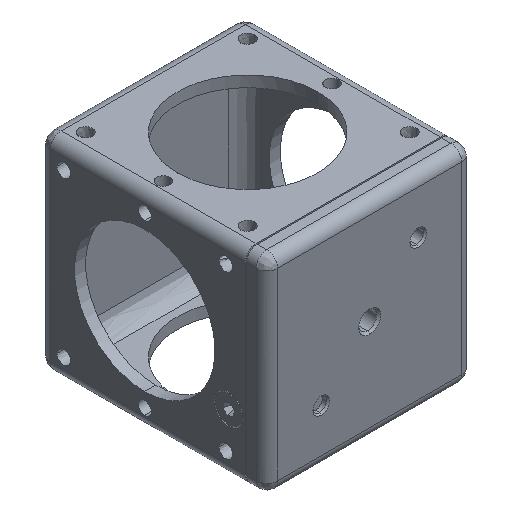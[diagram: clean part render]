
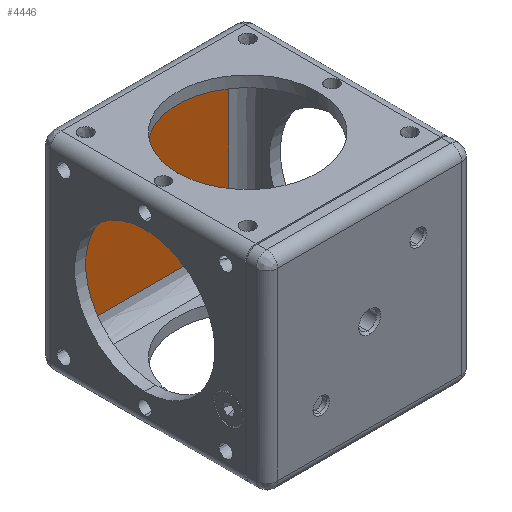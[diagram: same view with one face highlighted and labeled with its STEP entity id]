
A CAD part, isometric view. The second image highlights one B-rep face of the part: STEP entity #4446.
In plain terms, the highlighted free-form (B-spline) face has degree [1, 1] with [2, 2] control points.
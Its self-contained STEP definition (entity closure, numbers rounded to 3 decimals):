
#200 = CARTESIAN_POINT ( 'NONE',  ( -14., 38.05, 14. ) ) ;
#671 = CARTESIAN_POINT ( 'NONE',  ( 14., 38.05, -14. ) ) ;
#2037 = EDGE_CURVE ( 'NONE', #9121, #10651, #3299, .T. ) ;
#3171 = CARTESIAN_POINT ( 'NONE',  ( -14., 38.05, -14. ) ) ;
#3299 = B_SPLINE_CURVE_WITH_KNOTS ( 'NONE', 1,
 ( #8831, #9597 ),
 .UNSPECIFIED., .F., .F.,
 ( 2, 2 ),
 ( 0., 1. ),
 .UNSPECIFIED. ) ;
#3381 = EDGE_LOOP ( 'NONE', ( #10751, #4789, #12231, #4570 ) ) ;
#4055 = CARTESIAN_POINT ( 'NONE',  ( 14., 38.05, -14. ) ) ;
#4075 = VERTEX_POINT ( 'NONE', #7705 ) ;
#4286 = B_SPLINE_CURVE_WITH_KNOTS ( 'NONE', 1,
 ( #6300, #12280 ),
 .UNSPECIFIED., .F., .F.,
 ( 2, 2 ),
 ( -1., 0. ),
 .UNSPECIFIED. ) ;
#4446 = ADVANCED_FACE ( 'NONE', ( #9914 ), #10911, .T. ) ;
#4570 = ORIENTED_EDGE ( 'NONE', *, *, #6161, .T. ) ;
#4778 = VERTEX_POINT ( 'NONE', #11749 ) ;
#4789 = ORIENTED_EDGE ( 'NONE', *, *, #6543, .T. ) ;
#4802 = CARTESIAN_POINT ( 'NONE',  ( 14., 38.05, 14. ) ) ;
#4885 = CARTESIAN_POINT ( 'NONE',  ( -14., 38.05, -14. ) ) ;
#6161 = EDGE_CURVE ( 'NONE', #10651, #4075, #12265, .T. ) ;
#6300 = CARTESIAN_POINT ( 'NONE',  ( -14., 38.05, -14. ) ) ;
#6543 = EDGE_CURVE ( 'NONE', #4778, #9121, #6815, .T. ) ;
#6815 = B_SPLINE_CURVE_WITH_KNOTS ( 'NONE', 1,
 ( #671, #11246 ),
 .UNSPECIFIED., .F., .F.,
 ( 2, 2 ),
 ( -1., 0. ),
 .UNSPECIFIED. ) ;
#6992 = CARTESIAN_POINT ( 'NONE',  ( 14., 38.05, 14. ) ) ;
#7705 = CARTESIAN_POINT ( 'NONE',  ( -14., 38.05, -14. ) ) ;
#8831 = CARTESIAN_POINT ( 'NONE',  ( 14., 38.05, 14. ) ) ;
#8966 = CARTESIAN_POINT ( 'NONE',  ( -14., 38.05, 14. ) ) ;
#9121 = VERTEX_POINT ( 'NONE', #4802 ) ;
#9597 = CARTESIAN_POINT ( 'NONE',  ( -14., 38.05, 14. ) ) ;
#9803 = CARTESIAN_POINT ( 'NONE',  ( -14., 38.05, 14. ) ) ;
#9914 = FACE_OUTER_BOUND ( 'NONE', #3381, .T. ) ;
#10430 = EDGE_CURVE ( 'NONE', #4075, #4778, #4286, .T. ) ;
#10651 = VERTEX_POINT ( 'NONE', #200 ) ;
#10751 = ORIENTED_EDGE ( 'NONE', *, *, #10430, .T. ) ;
#10911 = B_SPLINE_SURFACE_WITH_KNOTS ( 'NONE', 1, 1, ( 
 ( #6992, #4055 ),
 ( #8966, #4885 ) ),
 .UNSPECIFIED., .F., .F., .F.,
 ( 2, 2 ),
 ( 2, 2 ),
 ( 0., 1. ),
 ( 0., 1. ),
 .UNSPECIFIED. ) ;
#11246 = CARTESIAN_POINT ( 'NONE',  ( 14., 38.05, 14. ) ) ;
#11749 = CARTESIAN_POINT ( 'NONE',  ( 14., 38.05, -14. ) ) ;
#12231 = ORIENTED_EDGE ( 'NONE', *, *, #2037, .T. ) ;
#12265 = B_SPLINE_CURVE_WITH_KNOTS ( 'NONE', 1,
 ( #9803, #3171 ),
 .UNSPECIFIED., .F., .F.,
 ( 2, 2 ),
 ( 0., 1. ),
 .UNSPECIFIED. ) ;
#12280 = CARTESIAN_POINT ( 'NONE',  ( 14., 38.05, -14. ) ) ;
